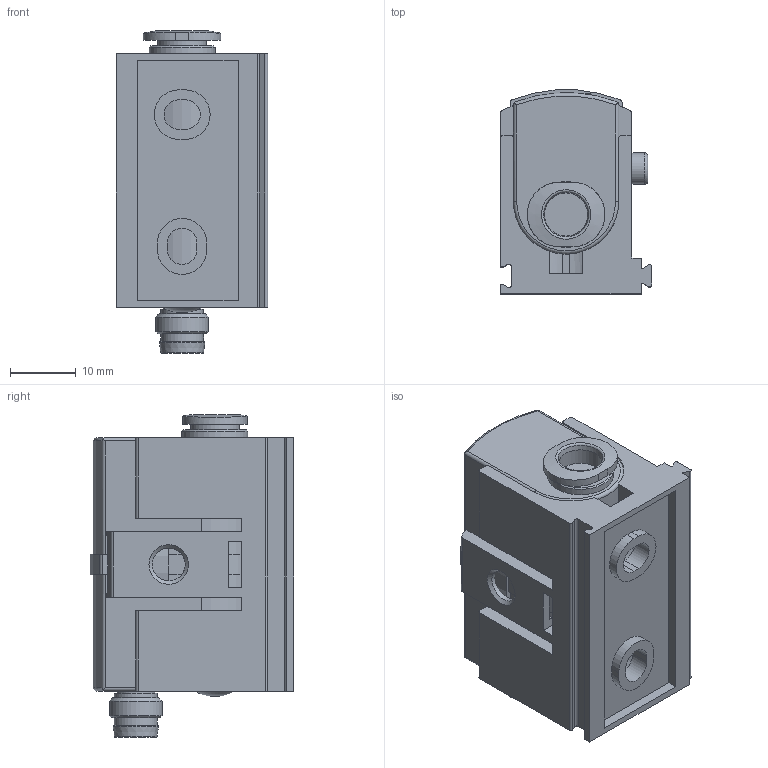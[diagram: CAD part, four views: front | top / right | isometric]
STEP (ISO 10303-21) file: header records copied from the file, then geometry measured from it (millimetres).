
FILE_DESCRIPTION(/* description */ ('STEP AP214'),/* implementation_level */ '2;1');
FILE_NAME(/* name */ '567467_SDE5-D10-FP-T14E-P-M8',/* time_stamp */ '2024-09-15T00:20:49+02:00',/* author */ ('License CC BY-ND 4.0'),/* organization */ ('CADENAS'),/* preprocessor_version */ 'ST-DEVELOPER v19.3',/* originating_system */ 'PARTsolutions',/* authorisation */ ' ');
FILE_SCHEMA (('AUTOMOTIVE_DESIGN {1 0 10303 214 3 1 1}'));
Length unit declared in the file: millimetre
Products named in the file (3): 567467 SDE5-D10-FP-T14E-P-M8; 567467 SDE5-T14E-M8(FP)---(DS); 653056 SDE5---(H)
Assembly tree (2 placements, depth 2):
  567467 SDE5-D10-FP-T14E-P-M8
    567467 SDE5-T14E-M8(FP)---(DS)
    653056 SDE5---(H)
Bounding box: 23 x 30.94 x 49 mm (x, y, z)
Volume: 20324.2 mm3; surface area: 10805.1 mm2
Topology: 2 solids, 2 shells, 294 faces, 799 edges, 528 vertices
Faces by surface type: plane 151, cylinder 121, torus 10, cone 9, sphere 3
Full cylindrical faces by diameter (mm): 1 x3, 2.8 x1, 2.9 x1, 4.8 x1, 5 x1, 5.8 x2, 6.5 x2, 6.55 x1, 6.9 x1, 7.35 x1, 8 x1, 10 x1
Entity records: 10083 total; most frequent: CARTESIAN_POINT 1824, ORIENTED_EDGE 1506, DIRECTION 1506, EDGE_CURVE 753, VERTEX_POINT 517, AXIS2_PLACEMENT_3D 517, LINE 472, VECTOR 472
